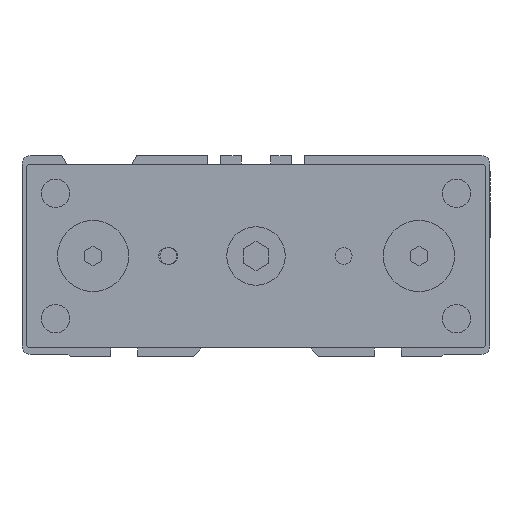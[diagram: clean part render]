
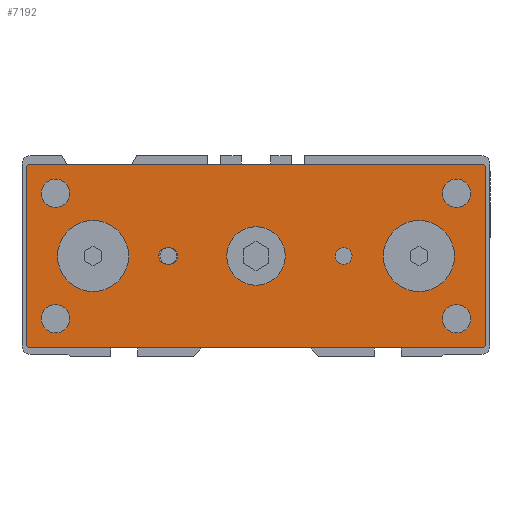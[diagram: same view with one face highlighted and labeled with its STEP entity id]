
A CAD part, left-side view. The second image highlights one B-rep face of the part: STEP entity #7192.
In plain terms, the highlighted planar face has unit normal (-1, 0, 0).
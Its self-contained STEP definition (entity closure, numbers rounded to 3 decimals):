
#6706=CARTESIAN_POINT('',(0.,-197.5,0.));
#6707=VERTEX_POINT('Vertex305',#6706);
#6708=CARTESIAN_POINT('',(0.,-189.,0.));
#6709=DIRECTION('',(1.,0.,0.));
#6710=DIRECTION('',(0.,-1.,0.));
#6711=AXIS2_PLACEMENT_3D('',#6708,#6709,#6710);
#6712=CIRCLE('nurbsCrv415',#6711,8.5);
#6713=EDGE_CURVE('Edge415',#6707,#6707,#6712,.T.);
#6726=CARTESIAN_POINT('',(0.,-119.5,0.));
#6727=VERTEX_POINT('Vertex306',#6726);
#6728=CARTESIAN_POINT('',(0.,-111.,0.));
#6729=DIRECTION('',(1.,0.,0.));
#6730=DIRECTION('',(0.,-1.,0.));
#6731=AXIS2_PLACEMENT_3D('',#6728,#6729,#6730);
#6732=CIRCLE('nurbsCrv416',#6731,8.5);
#6733=EDGE_CURVE('Edge416',#6727,#6727,#6732,.T.);
#6744=CARTESIAN_POINT('',(0.,-204.5,-22.));
#6745=VERTEX_POINT('Vertex307',#6744);
#6752=CARTESIAN_POINT('',(0.,-95.5,-22.));
#6753=VERTEX_POINT('Vertex308',#6752);
#6754=CARTESIAN_POINT('',(0.,-150.,-22.));
#6755=DIRECTION('',(0.,1.,0.));
#6756=VECTOR('',#6755,1.);
#6757=LINE('nurbsCrv418',#6754,#6756);
#6758=EDGE_CURVE('Edge418',#6745,#6753,#6757,.T.);
#6776=CARTESIAN_POINT('',(0.,-95.,-21.5));
#6777=VERTEX_POINT('Vertex309',#6776);
#6778=CARTESIAN_POINT('',(0.,-95.25,-21.75));
#6779=DIRECTION('',(0.,0.707,0.707));
#6780=VECTOR('',#6779,1.);
#6781=LINE('nurbsCrv420',#6778,#6780);
#6782=EDGE_CURVE('Edge420',#6753,#6777,#6781,.T.);
#6799=CARTESIAN_POINT('',(0.,-205.,-21.5));
#6800=VERTEX_POINT('Vertex310',#6799);
#6807=CARTESIAN_POINT('',(0.,-204.75,-21.75));
#6808=DIRECTION('',(0.,0.707,-0.707));
#6809=VECTOR('',#6808,1.);
#6810=LINE('nurbsCrv423',#6807,#6809);
#6811=EDGE_CURVE('Edge423',#6800,#6745,#6810,.T.);
#6824=CARTESIAN_POINT('',(0.,-95.,21.5));
#6825=VERTEX_POINT('Vertex311',#6824);
#6826=CARTESIAN_POINT('',(0.,-95.,0.));
#6827=DIRECTION('',(0.,0.,1.));
#6828=VECTOR('',#6827,1.);
#6829=LINE('nurbsCrv424',#6826,#6828);
#6830=EDGE_CURVE('Edge424',#6777,#6825,#6829,.T.);
#6848=CARTESIAN_POINT('',(0.,-95.5,22.));
#6849=VERTEX_POINT('Vertex312',#6848);
#6850=CARTESIAN_POINT('',(0.,-95.25,21.75));
#6851=DIRECTION('',(0.,-0.707,0.707));
#6852=VECTOR('',#6851,1.);
#6853=LINE('nurbsCrv426',#6850,#6852);
#6854=EDGE_CURVE('Edge426',#6825,#6849,#6853,.T.);
#6874=CARTESIAN_POINT('',(0.,-105.4,-15.));
#6875=VERTEX_POINT('Vertex313',#6874);
#6876=CARTESIAN_POINT('',(0.,-102.,-15.));
#6877=DIRECTION('',(1.,0.,0.));
#6878=DIRECTION('',(0.,-1.,0.));
#6879=AXIS2_PLACEMENT_3D('',#6876,#6877,#6878);
#6880=CIRCLE('nurbsCrv428',#6879,3.4);
#6881=EDGE_CURVE('Edge428',#6875,#6875,#6880,.T.);
#6895=CARTESIAN_POINT('',(0.,-105.4,15.));
#6896=VERTEX_POINT('Vertex314',#6895);
#6897=CARTESIAN_POINT('',(0.,-102.,15.));
#6898=DIRECTION('',(1.,0.,0.));
#6899=DIRECTION('',(0.,-1.,0.));
#6900=AXIS2_PLACEMENT_3D('',#6897,#6898,#6899);
#6901=CIRCLE('nurbsCrv429',#6900,3.4);
#6902=EDGE_CURVE('Edge429',#6896,#6896,#6901,.T.);
#6916=CARTESIAN_POINT('',(0.,-201.4,15.));
#6917=VERTEX_POINT('Vertex315',#6916);
#6918=CARTESIAN_POINT('',(0.,-198.,15.));
#6919=DIRECTION('',(1.,0.,0.));
#6920=DIRECTION('',(0.,-1.,0.));
#6921=AXIS2_PLACEMENT_3D('',#6918,#6919,#6920);
#6922=CIRCLE('nurbsCrv430',#6921,3.4);
#6923=EDGE_CURVE('Edge430',#6917,#6917,#6922,.T.);
#6934=CARTESIAN_POINT('',(0.,-204.5,22.));
#6935=VERTEX_POINT('Vertex316',#6934);
#6942=CARTESIAN_POINT('',(0.,-205.,21.5));
#6943=VERTEX_POINT('Vertex317',#6942);
#6944=CARTESIAN_POINT('',(0.,-204.75,21.75));
#6945=DIRECTION('',(0.,0.707,0.707));
#6946=VECTOR('',#6945,1.);
#6947=LINE('nurbsCrv432',#6944,#6946);
#6948=EDGE_CURVE('Edge432',#6943,#6935,#6947,.T.);
#6968=CARTESIAN_POINT('',(0.,-201.4,-15.));
#6969=VERTEX_POINT('Vertex318',#6968);
#6970=CARTESIAN_POINT('',(0.,-198.,-15.));
#6971=DIRECTION('',(1.,0.,0.));
#6972=DIRECTION('',(0.,-1.,0.));
#6973=AXIS2_PLACEMENT_3D('',#6970,#6971,#6972);
#6974=CIRCLE('nurbsCrv434',#6973,3.4);
#6975=EDGE_CURVE('Edge434',#6969,#6969,#6974,.T.);
#6987=CARTESIAN_POINT('',(0.,-205.,0.));
#6988=DIRECTION('',(0.,0.,1.));
#6989=VECTOR('',#6988,1.);
#6990=LINE('nurbsCrv435',#6987,#6989);
#6991=EDGE_CURVE('Edge435',#6800,#6943,#6990,.T.);
#7003=CARTESIAN_POINT('',(0.,-128.75,2.));
#7004=VERTEX_POINT('Vertex319',#7003);
#7011=CARTESIAN_POINT('',(0.,-128.75,-2.));
#7012=VERTEX_POINT('Vertex320',#7011);
#7013=CARTESIAN_POINT('',(0.,-128.75,0.)
);
#7014=DIRECTION('',(1.,0.,0.));
#7015=DIRECTION('',(0.,0.,-1.));
#7016=AXIS2_PLACEMENT_3D('',#7013,#7014,#7015);
#7017=CIRCLE('nurbsCrv437',#7016,2.);
#7018=EDGE_CURVE('Edge437',#7012,#7004,#7017,.T.);
#7036=CARTESIAN_POINT('',(0.,-150.,22.));
#7037=DIRECTION('',(0.,1.,0.));
#7038=VECTOR('',#7037,1.);
#7039=LINE('nurbsCrv439',#7036,#7038);
#7040=EDGE_CURVE('Edge439',#6935,#6849,#7039,.T.);
#7052=CARTESIAN_POINT('',(0.,-129.25,2.));
#7053=VERTEX_POINT('Vertex321',#7052);
#7060=CARTESIAN_POINT('',(0.,-129.,2.));
#7061=DIRECTION('',(0.,-1.,0.));
#7062=VECTOR('',#7061,1.);
#7063=LINE('nurbsCrv441',#7060,#7062);
#7064=EDGE_CURVE('Edge441',#7004,#7053,#7063,.T.);
#7077=CARTESIAN_POINT('',(0.,-129.25,-2.));
#7078=VERTEX_POINT('Vertex322',#7077);
#7085=CARTESIAN_POINT('',(0.,-129.25,0.));
#7086=DIRECTION('',(1.,0.,0.));
#7087=DIRECTION('',(0.,0.,1.));
#7088=AXIS2_PLACEMENT_3D('',#7085,#7086,#7087);
#7089=CIRCLE('nurbsCrv443',#7088,2.);
#7090=EDGE_CURVE('Edge443',#7053,#7078,#7089,.T.);
#7103=CARTESIAN_POINT('',(0.,-129.,-2.));
#7104=DIRECTION('',(0.,1.,0.));
#7105=VECTOR('',#7104,1.);
#7106=LINE('nurbsCrv444',#7103,#7105);
#7107=EDGE_CURVE('Edge444',#7078,#7012,#7106,.T.);
#7122=CARTESIAN_POINT('',(0.,-173.,0.));
#7123=VERTEX_POINT('Vertex323',#7122);
#7124=CARTESIAN_POINT('',(0.,-171.,0.));
#7125=DIRECTION('',(1.,0.,0.));
#7126=DIRECTION('',(0.,-1.,0.));
#7127=AXIS2_PLACEMENT_3D('',#7124,#7125,#7126);
#7128=CIRCLE('nurbsCrv445',#7127,2.);
#7129=EDGE_CURVE('Edge445',#7123,#7123,#7128,.T.);
#7139=ORIENTED_EDGE('Edgeuse880',*,*,#6948,.T.);
#7140=ORIENTED_EDGE('Edgeuse881',*,*,#7040,.T.);
#7141=ORIENTED_EDGE('Edgeuse882',*,*,#6854,.F.);
#7142=ORIENTED_EDGE('Edgeuse883',*,*,#6830,.F.);
#7143=ORIENTED_EDGE('Edgeuse884',*,*,#6782,.F.);
#7144=ORIENTED_EDGE('Edgeuse885',*,*,#6758,.F.);
#7145=ORIENTED_EDGE('Edgeuse886',*,*,#6811,.F.);
#7146=ORIENTED_EDGE('Edgeuse887',*,*,#6991,.T.);
#7147=EDGE_LOOP('',(#7139,#7140,#7141,#7142,#7143,#7144,#7145,#7146));
#7148=FACE_OUTER_BOUND('',#7147,.T.);
#7149=ORIENTED_EDGE('Edgeuse888',*,*,#7129,.T.);
#7150=EDGE_LOOP('',(#7149));
#7151=FACE_BOUND('',#7150,.T.);
#7152=ORIENTED_EDGE('Edgeuse889',*,*,#7107,.T.);
#7153=ORIENTED_EDGE('Edgeuse890',*,*,#7018,.T.);
#7154=ORIENTED_EDGE('Edgeuse891',*,*,#7064,.T.);
#7155=ORIENTED_EDGE('Edgeuse892',*,*,#7090,.T.);
#7156=EDGE_LOOP('',(#7152,#7153,#7154,#7155));
#7157=FACE_BOUND('',#7156,.T.);
#7158=ORIENTED_EDGE('Edgeuse873',*,*,#6733,.T.);
#7159=EDGE_LOOP('',(#7158));
#7160=FACE_BOUND('',#7159,.T.);
#7161=CARTESIAN_POINT('',(0.,-157.,0.));
#7162=VERTEX_POINT('Vertex324',#7161);
#7163=CARTESIAN_POINT('',(0.,-150.,0.));
#7164=DIRECTION('',(1.,0.,0.));
#7165=DIRECTION('',(0.,-1.,0.));
#7166=AXIS2_PLACEMENT_3D('',#7163,#7164,#7165);
#7167=CIRCLE('nurbsCrv446',#7166,7.);
#7168=EDGE_CURVE('Edge446',#7162,#7162,#7167,.T.);
#7169=ORIENTED_EDGE('Edgeuse874',*,*,#7168,.T.);
#7170=EDGE_LOOP('',(#7169));
#7171=FACE_BOUND('',#7170,.T.);
#7172=ORIENTED_EDGE('Edgeuse875',*,*,#6713,.T.);
#7173=EDGE_LOOP('',(#7172));
#7174=FACE_BOUND('',#7173,.T.);
#7175=ORIENTED_EDGE('Edgeuse876',*,*,#6881,.T.);
#7176=EDGE_LOOP('',(#7175));
#7177=FACE_BOUND('',#7176,.T.);
#7178=ORIENTED_EDGE('Edgeuse877',*,*,#6902,.T.);
#7179=EDGE_LOOP('',(#7178));
#7180=FACE_BOUND('',#7179,.T.);
#7181=ORIENTED_EDGE('Edgeuse878',*,*,#6923,.T.);
#7182=EDGE_LOOP('',(#7181));
#7183=FACE_BOUND('',#7182,.T.);
#7184=ORIENTED_EDGE('Edgeuse879',*,*,#6975,.T.);
#7185=EDGE_LOOP('',(#7184));
#7186=FACE_BOUND('',#7185,.T.);
#7187=CARTESIAN_POINT('',(0.,-150.,0.));
#7188=DIRECTION('',(-1.,0.,0.));
#7189=DIRECTION('',(0.,-1.,0.));
#7190=AXIS2_PLACEMENT_3D('',#7187,#7188,#7189);
#7191=PLANE('nurbsSrf206',#7190);
#7192=ADVANCED_FACE('Face206',(#7148,#7151,#7157,#7160,#7171,#7174,#7177,#7180,
#7183,#7186),#7191,.T.);
